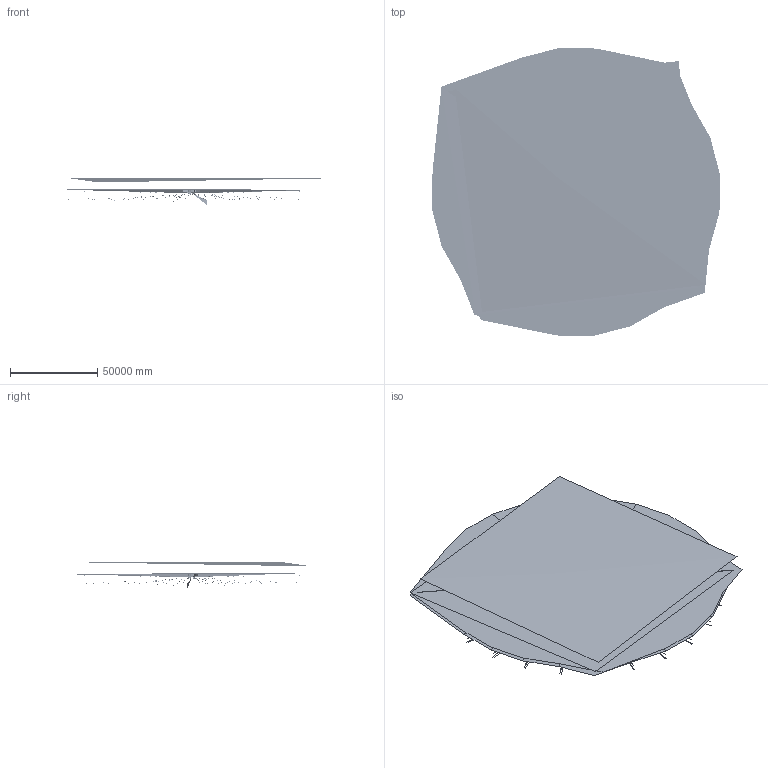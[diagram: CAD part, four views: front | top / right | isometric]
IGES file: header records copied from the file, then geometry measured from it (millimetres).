
Start section: C
Global section: file name: SDS33-00.igs; native system: By Siemens PLM Incorporated; preprocessor: XPlus GENERIC/IGES 27.1.215; author: Author; organization: Title; date: 20260303.123742; units: millimetre
Bounding box: 164986.89 x 164986.89 x 15500 mm (x, y, z)
Volume: 900456.9 mm3; surface area: 849931.7 mm2
Topology: 71 solids, 539 shells, 2941 faces, 8024 edges, 5219 vertices
Faces by surface type: bspline 2941
